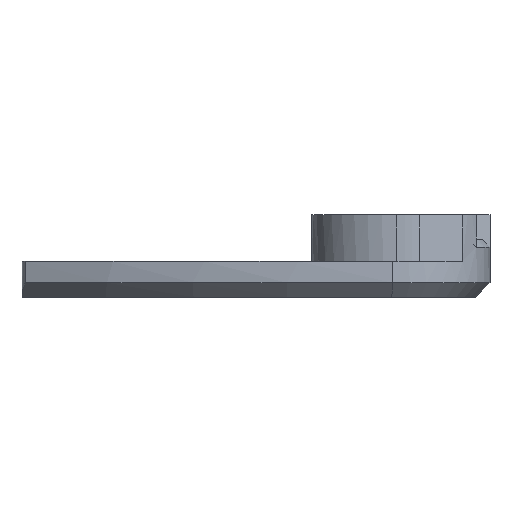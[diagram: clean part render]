
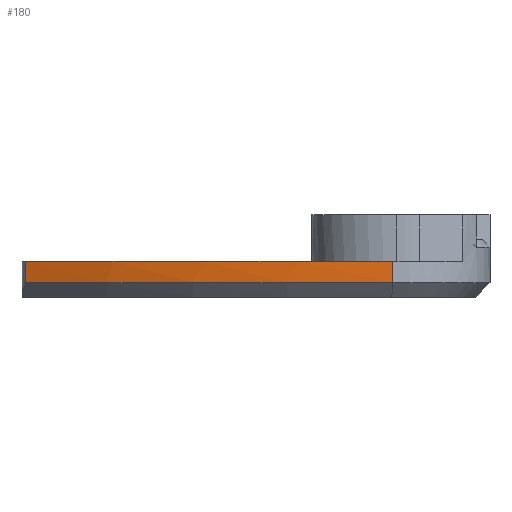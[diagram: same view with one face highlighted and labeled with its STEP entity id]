
A CAD part, left-side view. The second image highlights one B-rep face of the part: STEP entity #180.
In plain terms, the highlighted cylindrical face has radius 104.165 mm (diameter 208.329 mm), a partial arc.
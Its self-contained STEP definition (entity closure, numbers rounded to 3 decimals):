
#86 = DIRECTION ( 'NONE',  ( 0., 0., 1. ) ) ;
#100 = LINE ( 'NONE', #472, #1432 ) ;
#180 = ADVANCED_FACE ( 'NONE', ( #709 ), #1080, .T. ) ;
#262 = DIRECTION ( 'NONE',  ( 0., 0., 1. ) ) ;
#361 = EDGE_LOOP ( 'NONE', ( #2289, #1378, #1513, #1256 ) ) ;
#420 = CARTESIAN_POINT ( 'NONE',  ( -5.094, 51.981, -2.999 ) ) ;
#460 = DIRECTION ( 'NONE',  ( 1., 0., 0. ) ) ;
#471 = CARTESIAN_POINT ( 'NONE',  ( -14.593, 0.596, 0. ) ) ;
#472 = CARTESIAN_POINT ( 'NONE',  ( -5.095, 51.981, -5. ) ) ;
#480 = DIRECTION ( 'NONE',  ( 0., 0., 1. ) ) ;
#537 = AXIS2_PLACEMENT_3D ( 'NONE', #1034, #262, #460 ) ;
#548 = VERTEX_POINT ( 'NONE', #2184 ) ;
#669 = EDGE_CURVE ( 'NONE', #548, #2105, #2263, .T. ) ;
#709 = FACE_OUTER_BOUND ( 'NONE', #361, .T. ) ;
#719 = EDGE_CURVE ( 'NONE', #1314, #548, #100, .T. ) ;
#844 = LINE ( 'NONE', #2162, #2171 ) ;
#1034 = CARTESIAN_POINT ( 'NONE',  ( 89.311, 7.959, 0. ) ) ;
#1080 = CYLINDRICAL_SURFACE ( 'NONE', #2336, 104.165 ) ;
#1136 = EDGE_CURVE ( 'NONE', #1510, #2105, #844, .T. ) ;
#1245 = CARTESIAN_POINT ( 'NONE',  ( -15.243, 9.758, -3. ) ) ;
#1256 = ORIENTED_EDGE ( 'NONE', *, *, #719, .F. ) ;
#1314 = VERTEX_POINT ( 'NONE', #2265 ) ;
#1367 = CARTESIAN_POINT ( 'NONE',  ( -14.593, 0.596, -3. ) ) ;
#1378 = ORIENTED_EDGE ( 'NONE', *, *, #1136, .T. ) ;
#1432 = VECTOR ( 'NONE', #86, 1000. ) ;
#1446 = DIRECTION ( 'NONE',  ( 1., 0., 0. ) ) ;
#1482 = CARTESIAN_POINT ( 'NONE',  ( -14.593, 0.596, -3. ) ) ;
#1510 = VERTEX_POINT ( 'NONE', #1482 ) ;
#1513 = ORIENTED_EDGE ( 'NONE', *, *, #669, .F. ) ;
#1716 = EDGE_CURVE ( 'NONE', #1510, #1314, #1996, .T. ) ;
#1988 = CARTESIAN_POINT ( 'NONE',  ( -11.233, 36.453, -3. ) ) ;
#1996 = B_SPLINE_CURVE_WITH_KNOTS ( 'NONE', 3,
 ( #1367, #1245, #2106, #1988, #2191, #420 ),
 .UNSPECIFIED., .F., .F.,
 ( 4, 2, 4 ),
 ( 0.683, 0.841, 0.985 ),
 .UNSPECIFIED. ) ;
#2105 = VERTEX_POINT ( 'NONE', #471 ) ;
#2106 = CARTESIAN_POINT ( 'NONE',  ( -14.67, 19.107, -3. ) ) ;
#2162 = CARTESIAN_POINT ( 'NONE',  ( -14.593, 0.596, -5. ) ) ;
#2171 = VECTOR ( 'NONE', #480, 1000. ) ;
#2184 = CARTESIAN_POINT ( 'NONE',  ( -5.095, 51.981, 0. ) ) ;
#2191 = CARTESIAN_POINT ( 'NONE',  ( -8.589, 44.472, -3. ) ) ;
#2235 = DIRECTION ( 'NONE',  ( 0., 0., 1. ) ) ;
#2263 = CIRCLE ( 'NONE', #537, 104.165 ) ;
#2265 = CARTESIAN_POINT ( 'NONE',  ( -5.094, 51.981, -2.999 ) ) ;
#2289 = ORIENTED_EDGE ( 'NONE', *, *, #1716, .F. ) ;
#2336 = AXIS2_PLACEMENT_3D ( 'NONE', #2427, #2235, #1446 ) ;
#2427 = CARTESIAN_POINT ( 'NONE',  ( 89.311, 7.959, -5. ) ) ;
